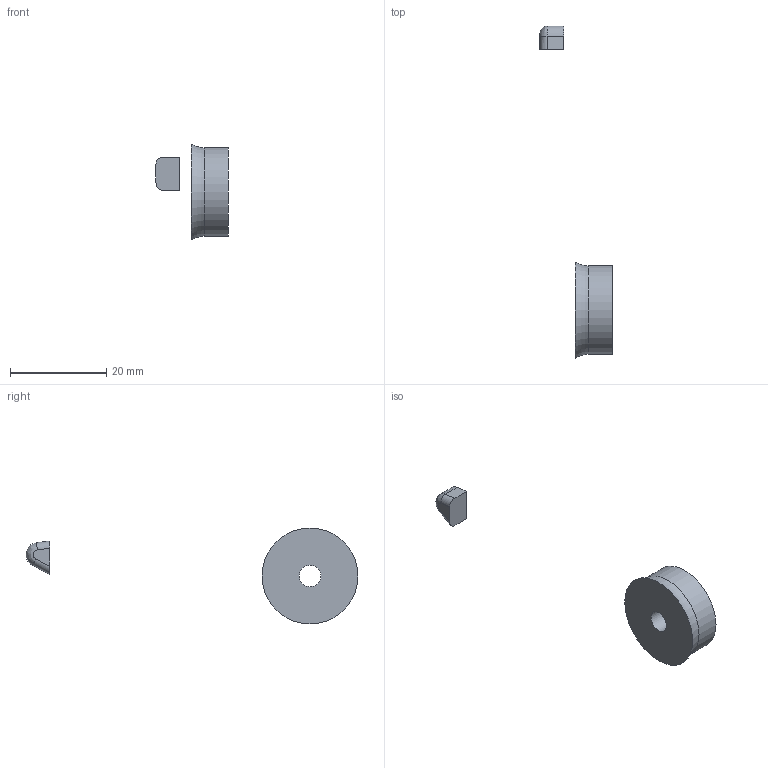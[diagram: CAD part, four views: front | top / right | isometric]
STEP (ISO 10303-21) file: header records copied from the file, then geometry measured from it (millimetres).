
FILE_DESCRIPTION(/* description */ (''),/* implementation_level */ '2;1');
FILE_NAME(/* name */ 'FlangedBearingMount.ipt.step',/* time_stamp */ '2024-02-28T22:20:07-06:00',/* author */ ('smz3rm'),/* organization */ (''),/* preprocessor_version */ 'ST-DEVELOPER v18',/* originating_system */ 'Autodesk Inventor 2020',/* authorisation */ '');
FILE_SCHEMA (('AUTOMOTIVE_DESIGN { 1 0 10303 214 3 1 1 }'));
Length unit declared in the file: millimetre
Products named in the file (1): FlangedBearingMount
Bounding box: 15 x 69.05 x 19.95 mm (x, y, z)
Volume: 1997.6 mm3; surface area: 1278.1 mm2
Topology: 2 solids, 2 shells, 18 faces, 41 edges, 29 vertices
Faces by surface type: plane 9, cylinder 7, bspline 1, torus 1
Full cylindrical faces by diameter (mm): 4.5 x1, 7.3 x1, 8.43 x1, 18.43 x1
Entity records: 589 total; most frequent: CARTESIAN_POINT 103, DIRECTION 102, ORIENTED_EDGE 82, AXIS2_PLACEMENT_3D 43, EDGE_CURVE 41, VERTEX_POINT 29, CIRCLE 23, EDGE_LOOP 22
